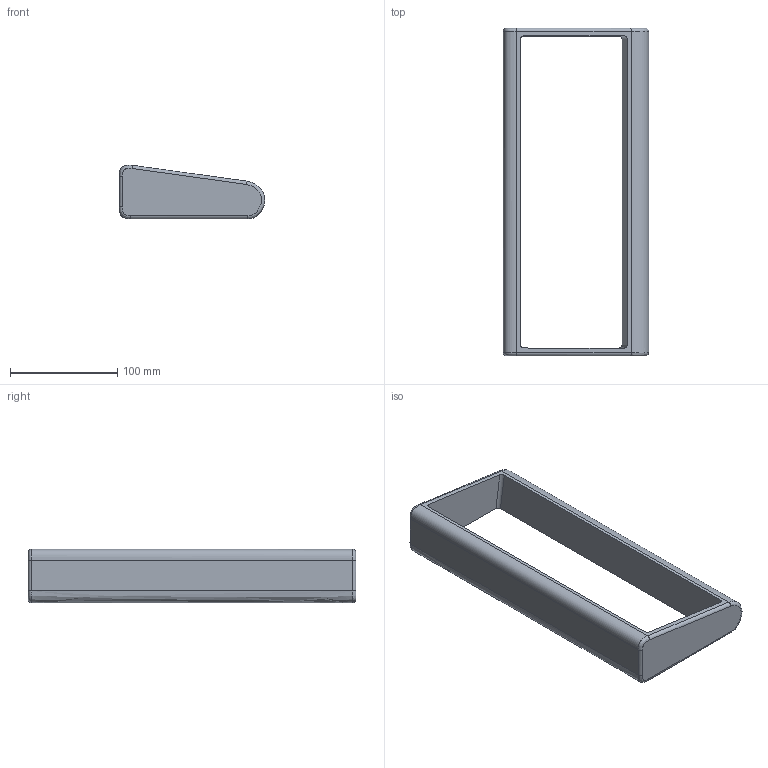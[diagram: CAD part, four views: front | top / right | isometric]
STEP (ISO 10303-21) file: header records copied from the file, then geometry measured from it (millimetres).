
FILE_DESCRIPTION(/* description */ (''),/* implementation_level */ '2;1');
FILE_NAME(/* name */ 'Keyboard For Gamepad.step',/* time_stamp */ '2021-03-11T10:23:30-05:00',/* author */ (''),/* organization */ (''),/* preprocessor_version */ 'ST-DEVELOPER v18.1',/* originating_system */ 'Autodesk Translation Framework v9.10.0.1330',/* authorisation */ '');
FILE_SCHEMA (('AUTOMOTIVE_DESIGN { 1 0 10303 214 3 1 1 }'));
Length unit declared in the file: millimetre
Products named in the file (1): Keyboard For Gamepad
Bounding box: 135.44 x 305 x 49.95 mm (x, y, z)
Volume: 444356.3 mm3; surface area: 86920.7 mm2
Topology: 1 solids, 1 shells, 28 faces, 69 edges, 42 vertices
Faces by surface type: cylinder 10, bspline 9, plane 9
Entity records: 2105 total; most frequent: CARTESIAN_POINT 1480, ORIENTED_EDGE 138, DIRECTION 90, EDGE_CURVE 69, VERTEX_POINT 42, LINE 34, VECTOR 34, EDGE_LOOP 29
